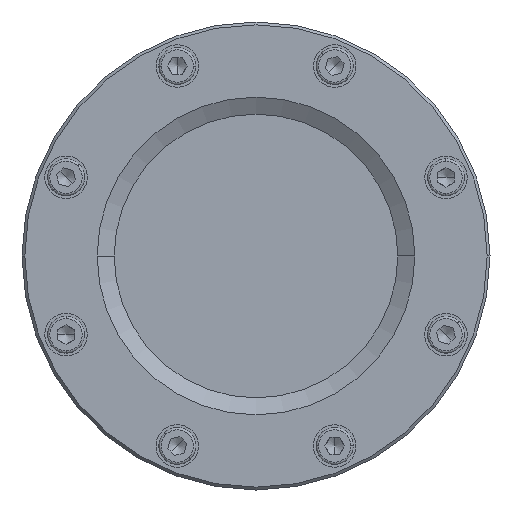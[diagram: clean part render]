
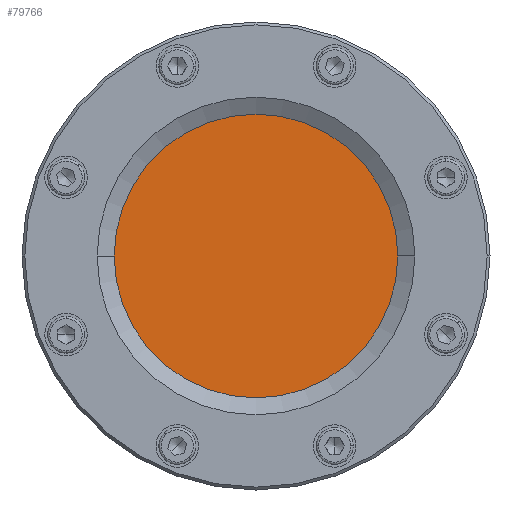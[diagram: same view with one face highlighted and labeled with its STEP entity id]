
A CAD part, left-side view. The second image highlights one B-rep face of the part: STEP entity #79766.
In plain terms, the highlighted planar face has unit normal (-1, 0, 0).
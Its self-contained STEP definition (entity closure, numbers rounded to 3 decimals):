
#1462 = CYLINDRICAL_SURFACE('',#1463,50.);
#1463 = AXIS2_PLACEMENT_3D('',#1464,#1465,#1466);
#1464 = CARTESIAN_POINT('',(4.232,0.,0.));
#1465 = DIRECTION('',(1.,0.,0.));
#1466 = DIRECTION('',(-0.,1.,0.));
#1559 = EDGE_CURVE('',#1560,#1562,#1564,.T.);
#1560 = VERTEX_POINT('',#1561);
#1561 = CARTESIAN_POINT('',(7.,50.,0.));
#1562 = VERTEX_POINT('',#1563);
#1563 = CARTESIAN_POINT('',(7.,0.,-50.));
#1564 = SURFACE_CURVE('',#1565,(#1570,#1577),.PCURVE_S1.);
#1565 = CIRCLE('',#1566,50.);
#1566 = AXIS2_PLACEMENT_3D('',#1567,#1568,#1569);
#1567 = CARTESIAN_POINT('',(7.,0.,0.));
#1568 = DIRECTION('',(-1.,0.,0.));
#1569 = DIRECTION('',(0.,1.,0.));
#1570 = PCURVE('',#1462,#1571);
#1571 = DEFINITIONAL_REPRESENTATION('',(#1572),#1576);
#1572 = LINE('',#1573,#1574);
#1573 = CARTESIAN_POINT('',(6.283,2.768));
#1574 = VECTOR('',#1575,1.);
#1575 = DIRECTION('',(-1.,0.));
#1576 = ( GEOMETRIC_REPRESENTATION_CONTEXT(2) 
PARAMETRIC_REPRESENTATION_CONTEXT() REPRESENTATION_CONTEXT('2D SPACE',''
  ) );
#1577 = PCURVE('',#1578,#1583);
#1578 = PLANE('',#1579);
#1579 = AXIS2_PLACEMENT_3D('',#1580,#1581,#1582);
#1580 = CARTESIAN_POINT('',(7.,-0.085,5.454));
#1581 = DIRECTION('',(-1.,0.,0.));
#1582 = DIRECTION('',(0.,-0.016,1.));
#1583 = DEFINITIONAL_REPRESENTATION('',(#1584),#1588);
#1584 = CIRCLE('',#1585,50.);
#1585 = AXIS2_PLACEMENT_2D('',#1586,#1587);
#1586 = CARTESIAN_POINT('',(-5.455,0.));
#1587 = DIRECTION('',(-0.016,1.));
#1588 = ( GEOMETRIC_REPRESENTATION_CONTEXT(2) 
PARAMETRIC_REPRESENTATION_CONTEXT() REPRESENTATION_CONTEXT('2D SPACE',''
  ) );
#1590 = EDGE_CURVE('',#1562,#1591,#1593,.T.);
#1591 = VERTEX_POINT('',#1592);
#1592 = CARTESIAN_POINT('',(7.,-50.,0.));
#1593 = SURFACE_CURVE('',#1594,(#1599,#1606),.PCURVE_S1.);
#1594 = CIRCLE('',#1595,50.);
#1595 = AXIS2_PLACEMENT_3D('',#1596,#1597,#1598);
#1596 = CARTESIAN_POINT('',(7.,0.,0.));
#1597 = DIRECTION('',(-1.,0.,0.));
#1598 = DIRECTION('',(0.,1.,0.));
#1599 = PCURVE('',#1462,#1600);
#1600 = DEFINITIONAL_REPRESENTATION('',(#1601),#1605);
#1601 = LINE('',#1602,#1603);
#1602 = CARTESIAN_POINT('',(6.283,2.768));
#1603 = VECTOR('',#1604,1.);
#1604 = DIRECTION('',(-1.,0.));
#1605 = ( GEOMETRIC_REPRESENTATION_CONTEXT(2) 
PARAMETRIC_REPRESENTATION_CONTEXT() REPRESENTATION_CONTEXT('2D SPACE',''
  ) );
#1606 = PCURVE('',#1578,#1607);
#1607 = DEFINITIONAL_REPRESENTATION('',(#1608),#1612);
#1608 = CIRCLE('',#1609,50.);
#1609 = AXIS2_PLACEMENT_2D('',#1610,#1611);
#1610 = CARTESIAN_POINT('',(-5.455,0.));
#1611 = DIRECTION('',(-0.016,1.));
#1612 = ( GEOMETRIC_REPRESENTATION_CONTEXT(2) 
PARAMETRIC_REPRESENTATION_CONTEXT() REPRESENTATION_CONTEXT('2D SPACE',''
  ) );
#1628 = CYLINDRICAL_SURFACE('',#1629,50.);
#1629 = AXIS2_PLACEMENT_3D('',#1630,#1631,#1632);
#1630 = CARTESIAN_POINT('',(4.232,0.,0.));
#1631 = DIRECTION('',(1.,0.,0.));
#1632 = DIRECTION('',(-0.,1.,0.));
#79766 = ADVANCED_FACE('',(#79767),#1578,.T.);
#79767 = FACE_BOUND('',#79768,.T.);
#79768 = EDGE_LOOP('',(#79769,#79770,#79792));
#79769 = ORIENTED_EDGE('',*,*,#1590,.T.);
#79770 = ORIENTED_EDGE('',*,*,#79771,.T.);
#79771 = EDGE_CURVE('',#1591,#1560,#79772,.T.);
#79772 = SURFACE_CURVE('',#79773,(#79778,#79785),.PCURVE_S1.);
#79773 = CIRCLE('',#79774,50.);
#79774 = AXIS2_PLACEMENT_3D('',#79775,#79776,#79777);
#79775 = CARTESIAN_POINT('',(7.,0.,0.));
#79776 = DIRECTION('',(-1.,0.,0.));
#79777 = DIRECTION('',(0.,1.,0.));
#79778 = PCURVE('',#1578,#79779);
#79779 = DEFINITIONAL_REPRESENTATION('',(#79780),#79784);
#79780 = CIRCLE('',#79781,50.);
#79781 = AXIS2_PLACEMENT_2D('',#79782,#79783);
#79782 = CARTESIAN_POINT('',(-5.455,0.));
#79783 = DIRECTION('',(-0.016,1.));
#79784 = ( GEOMETRIC_REPRESENTATION_CONTEXT(2) 
PARAMETRIC_REPRESENTATION_CONTEXT() REPRESENTATION_CONTEXT('2D SPACE',''
  ) );
#79785 = PCURVE('',#1628,#79786);
#79786 = DEFINITIONAL_REPRESENTATION('',(#79787),#79791);
#79787 = LINE('',#79788,#79789);
#79788 = CARTESIAN_POINT('',(6.283,2.768));
#79789 = VECTOR('',#79790,1.);
#79790 = DIRECTION('',(-1.,0.));
#79791 = ( GEOMETRIC_REPRESENTATION_CONTEXT(2) 
PARAMETRIC_REPRESENTATION_CONTEXT() REPRESENTATION_CONTEXT('2D SPACE',''
  ) );
#79792 = ORIENTED_EDGE('',*,*,#1559,.T.);
